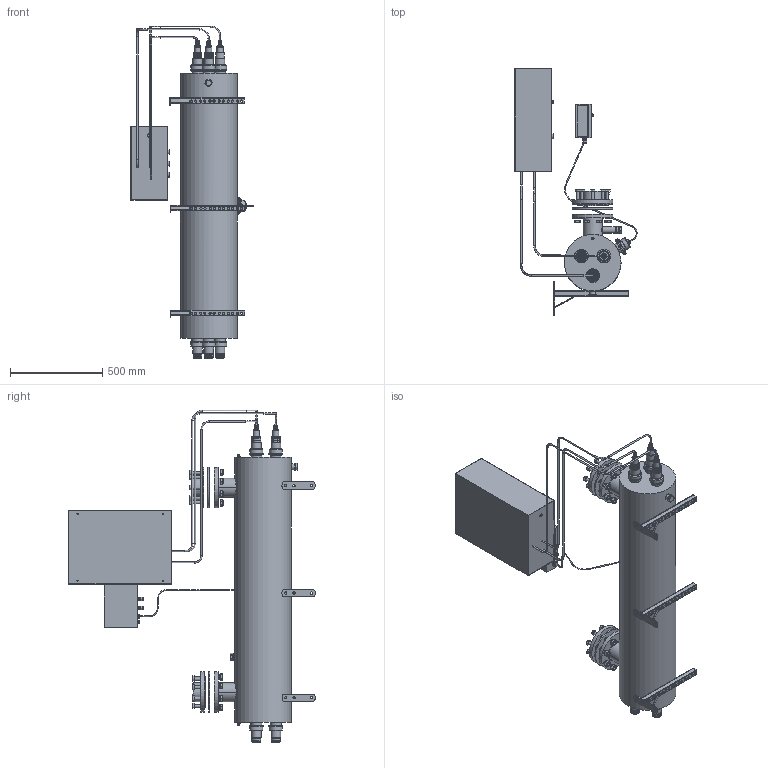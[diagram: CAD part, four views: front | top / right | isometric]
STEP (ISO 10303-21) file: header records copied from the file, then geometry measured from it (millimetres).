
FILE_DESCRIPTION (( 'STEP AP203' ), '1' );
FILE_NAME ('ÓÔÓ-100 áåç ÁÏ.STEP', '2024-08-15T11:04:15', ( '' ), ( '' ), 'SwSTEP 2.0', 'SolidWorks 2022', '' );
FILE_SCHEMA (( 'CONFIG_CONTROL_DESIGN' ));
Length unit declared in the file: millimetre
Products named in the file (1): УФУ-100 без БП
Bounding box: 663.14 x 1339.49 x 1801.99 mm (x, y, z)
Volume: 116682702.8 mm3; surface area: 5371819.1 mm2
Topology: 95 solids, 103 shells, 2616 faces, 6055 edges, 3918 vertices
Faces by surface type: plane 1345, cylinder 615, cone 289, bspline 261, torus 58, sphere 48
Full cylindrical faces by diameter (mm): 4.2 x1, 5 x14, 5.2 x2, 5.5 x4, 6 x12, 6.4 x4, 6.5 x2, 7 x4, 7.1 x2, 8 x19, 10 x8, 10.1 x2, 12 x58, 12.5 x9, 14 x2, 14.2 x2, 14.376 x3, 14.5 x1, 15 x1, 15.939 x6, 16 x30, 17.004 x1, 17.276 x2, 17.5 x16, 18 x49, 18.631 x1, 19.1 x1, 19.4 x1, 20 x6, 21 x3
Entity records: 87587 total; most frequent: CARTESIAN_POINT 32931, ORIENTED_EDGE 10394, DIRECTION 10332, EDGE_CURVE 5197, EDGE_LOOP 3950, AXIS2_PLACEMENT_3D 3911, VERTEX_POINT 3719, FACE_OUTER_BOUND 3134
